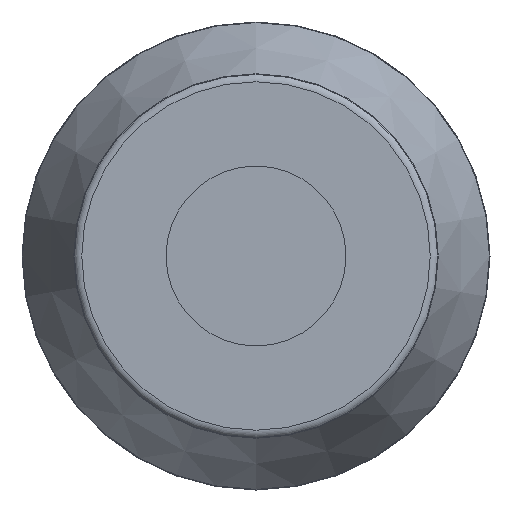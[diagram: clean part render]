
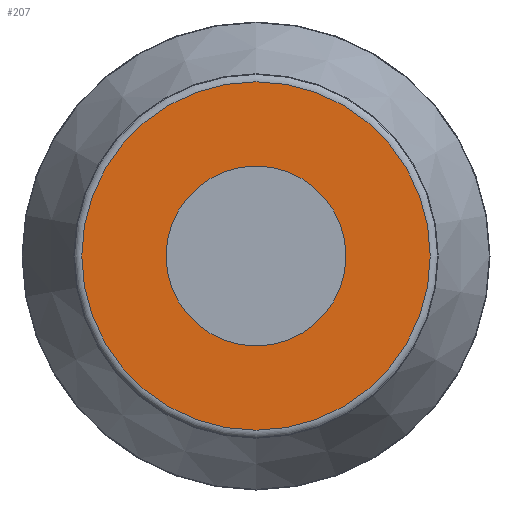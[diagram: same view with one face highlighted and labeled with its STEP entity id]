
A CAD part, left-side view. The second image highlights one B-rep face of the part: STEP entity #207.
In plain terms, the highlighted planar face has unit normal (-1, 0, 0).
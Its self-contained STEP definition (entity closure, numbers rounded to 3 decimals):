
#151=FACE_BOUND('',#298,.T.);
#152=FACE_BOUND('',#299,.T.);
#207=ADVANCED_FACE('',(#151,#152),#256,.F.);
#256=PLANE('',#713);
#298=EDGE_LOOP('',(#376));
#299=EDGE_LOOP('',(#377));
#376=ORIENTED_EDGE('',*,*,#596,.F.);
#377=ORIENTED_EDGE('',*,*,#597,.T.);
#534=VERTEX_POINT('',#980);
#535=VERTEX_POINT('',#982);
#596=EDGE_CURVE('',#534,#534,#675,.T.);
#597=EDGE_CURVE('',#535,#535,#676,.T.);
#675=CIRCLE('',#711,19.356);
#676=CIRCLE('',#712,10.);
#711=AXIS2_PLACEMENT_3D('',#979,#796,#797);
#712=AXIS2_PLACEMENT_3D('',#981,#798,#799);
#713=AXIS2_PLACEMENT_3D('',#983,#800,#801);
#796=DIRECTION('',(1.,0.,0.));
#797=DIRECTION('',(0.,0.,-1.));
#798=DIRECTION('',(1.,0.,0.));
#799=DIRECTION('',(0.,0.,-1.));
#800=DIRECTION('',(1.,0.,0.));
#801=DIRECTION('',(0.,0.,-1.));
#979=CARTESIAN_POINT('',(0.,0.,0.));
#980=CARTESIAN_POINT('',(0.,0.,-19.356));
#981=CARTESIAN_POINT('',(0.,0.,0.));
#982=CARTESIAN_POINT('',(0.,0.,-10.));
#983=CARTESIAN_POINT('',(0.,0.,0.));
